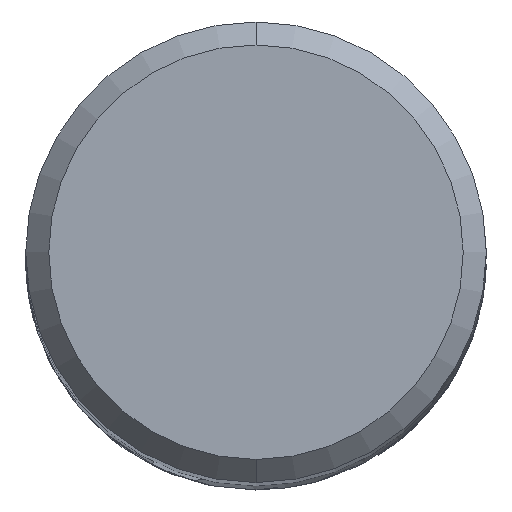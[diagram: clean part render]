
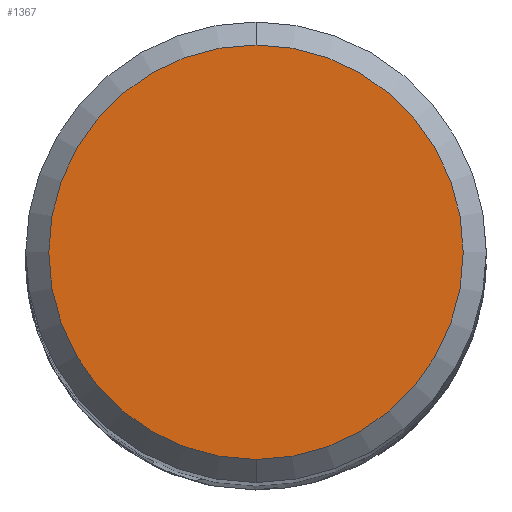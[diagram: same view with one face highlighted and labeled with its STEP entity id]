
A CAD part, top view. The second image highlights one B-rep face of the part: STEP entity #1367.
In plain terms, the highlighted planar face has unit normal (0, 0, 1).
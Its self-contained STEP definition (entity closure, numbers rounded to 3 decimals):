
#847=EDGE_CURVE('',#1491,#1319,#1992,.T.);
#1065=EDGE_CURVE('',#1319,#1491,#2221,.T.);
#1319=VERTEX_POINT('',#2494);
#1367=ADVANCED_FACE('',(#2547),#2548,.T.);
#1491=VERTEX_POINT('',#2687);
#1992=CIRCLE('',#5376,4.5);
#2221=CIRCLE('',#7381,4.5);
#2494=CARTESIAN_POINT('',(0.0,4.5,0.0));
#2547=FACE_OUTER_BOUND('',#10056,.T.);
#2548=PLANE('',#10057);
#2687=CARTESIAN_POINT('',(0.,-4.5,0.0));
#5376=AXIS2_PLACEMENT_3D('',#13868,#13869,#13870);
#7381=AXIS2_PLACEMENT_3D('',#14054,#14055,#14056);
#10056=EDGE_LOOP('',(#14383,#14384));
#10057=AXIS2_PLACEMENT_3D('',#14385,#14386,#14387);
#13868=CARTESIAN_POINT('',(0.0,0.0,0.0));
#13869=DIRECTION('',(0.0,0.0,-1.0));
#13870=DIRECTION('',(0.0,1.0,0.0));
#14054=CARTESIAN_POINT('',(0.0,0.0,0.0));
#14055=DIRECTION('',(0.0,0.0,-1.0));
#14056=DIRECTION('',(0.0,1.0,0.0));
#14383=ORIENTED_EDGE('',*,*,#1065,.F.);
#14384=ORIENTED_EDGE('',*,*,#847,.F.);
#14385=CARTESIAN_POINT('',(0.0,2.25,0.0));
#14386=DIRECTION('',(-0.0,0.0,1.0));
#14387=DIRECTION('',(0.0,-1.0,0.0));
